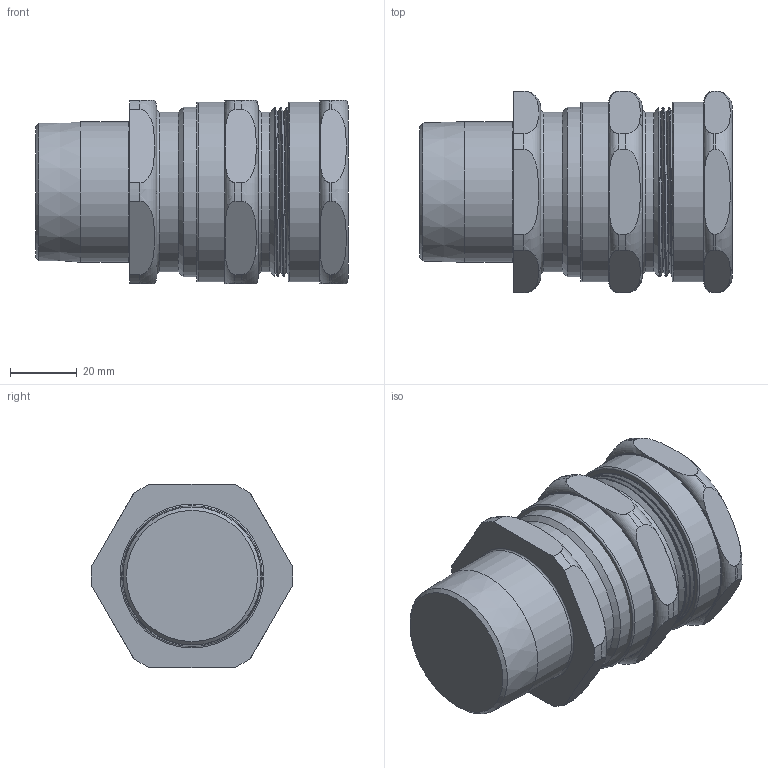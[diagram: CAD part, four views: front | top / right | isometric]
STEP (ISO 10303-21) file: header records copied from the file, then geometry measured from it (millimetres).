
FILE_DESCRIPTION(/* description */ (''),/* implementation_level */ '2;1');
FILE_NAME(/* name */ '501 423 C2_1_1_4_NPT.stp',/* time_stamp */ '2021-04-11T16:41:57+05:00',/* author */ ('vinaykumark'),/* organization */ (''),/* preprocessor_version */ 'ST-DEVELOPER v18',/* originating_system */ 'Autodesk Inventor 2020',/* authorisation */ '');
FILE_SCHEMA (('AUTOMOTIVE_DESIGN { 1 0 10303 214 3 1 1 }'));
Length unit declared in the file: inch
Products named in the file (1): 501 423 C2_1_1_4_NPT
Bounding box: 93.77 x 60.57 x 55 mm (x, y, z)
Volume: 254233.2 mm3; surface area: 50336.6 mm2
Topology: 8 solids, 8 shells, 235 faces, 665 edges, 451 vertices
Faces by surface type: plane 91, torus 57, cylinder 48, cone 33, bspline 6
Full cylindrical faces by diameter (mm): 32.5 x2, 41.45 x2, 42.16 x1, 42.3 x4, 47.6 x2, 47.9 x2, 50.68 x3, 50.8 x1, 53.95 x2
Entity records: 11508 total; most frequent: CARTESIAN_POINT 5178, ORIENTED_EDGE 1330, DIRECTION 1268, EDGE_CURVE 665, AXIS2_PLACEMENT_3D 550, VERTEX_POINT 451, CIRCLE 320, EDGE_LOOP 244
